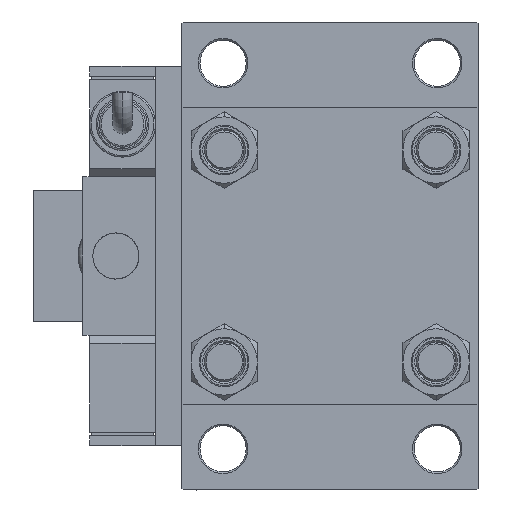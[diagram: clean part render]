
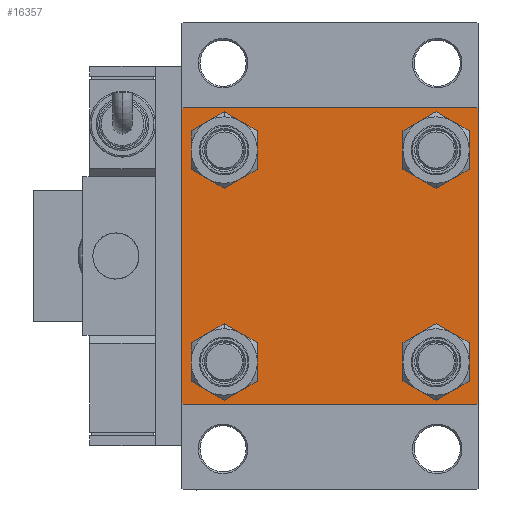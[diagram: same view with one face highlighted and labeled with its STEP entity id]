
A CAD part, left-side view. The second image highlights one B-rep face of the part: STEP entity #16357.
In plain terms, the highlighted planar face has unit normal (-1, 0, 0).
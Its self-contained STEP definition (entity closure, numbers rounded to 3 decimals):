
#541 = CARTESIAN_POINT ( 'NONE',  ( 0., -32.15, -32.15 ) ) ;
#653 = VERTEX_POINT ( 'NONE', #50797 ) ;
#692 = CARTESIAN_POINT ( 'NONE',  ( 0., -45., -44.5 ) ) ;
#735 = CARTESIAN_POINT ( 'NONE',  ( 0., 32.15, -32.15 ) ) ;
#842 = CARTESIAN_POINT ( 'NONE',  ( 0., 32.15, 32.15 ) ) ;
#898 = FACE_BOUND ( 'NONE', #41296, .T. ) ;
#3087 = VECTOR ( 'NONE', #27312, 1000. ) ;
#3213 = DIRECTION ( 'NONE',  ( 0., 0., 1. ) ) ;
#3238 = DIRECTION ( 'NONE',  ( 0., -1., 0. ) ) ;
#3642 = LINE ( 'NONE', #28600, #39701 ) ;
#3904 = CARTESIAN_POINT ( 'NONE',  ( 0., 44.5, 45. ) ) ;
#3933 = CARTESIAN_POINT ( 'NONE',  ( 0., 32.15, 32.15 ) ) ;
#4057 = CARTESIAN_POINT ( 'NONE',  ( 0., -32.15, 32.15 ) ) ;
#4167 = VERTEX_POINT ( 'NONE', #44852 ) ;
#4630 = VERTEX_POINT ( 'NONE', #37474 ) ;
#4910 = EDGE_CURVE ( 'NONE', #4167, #27770, #43928, .T. ) ;
#5261 = AXIS2_PLACEMENT_3D ( 'NONE', #26647, #39129, #50754 ) ;
#5314 = CARTESIAN_POINT ( 'NONE',  ( 0., -32.15, -25.65 ) ) ;
#5703 = CARTESIAN_POINT ( 'NONE',  ( 0., 32.15, 38.65 ) ) ;
#5780 = CARTESIAN_POINT ( 'NONE',  ( 0., 45., 45. ) ) ;
#7175 = AXIS2_PLACEMENT_3D ( 'NONE', #4057, #40149, #40943 ) ;
#8030 = CARTESIAN_POINT ( 'NONE',  ( 0., -32.15, -32.15 ) ) ;
#8567 = EDGE_CURVE ( 'NONE', #37553, #44962, #24833, .T. ) ;
#8584 = ORIENTED_EDGE ( 'NONE', *, *, #12308, .T. ) ;
#8815 = CARTESIAN_POINT ( 'NONE',  ( 0., -32.15, 25.65 ) ) ;
#8847 = DIRECTION ( 'NONE',  ( 0., 0.707, 0.707 ) ) ;
#8926 = VERTEX_POINT ( 'NONE', #5703 ) ;
#9433 = EDGE_CURVE ( 'NONE', #4167, #34953, #37098, .T. ) ;
#9457 = ORIENTED_EDGE ( 'NONE', *, *, #38855, .T. ) ;
#9728 = ORIENTED_EDGE ( 'NONE', *, *, #27292, .T. ) ;
#9741 = AXIS2_PLACEMENT_3D ( 'NONE', #3933, #49464, #29153 ) ;
#9815 = AXIS2_PLACEMENT_3D ( 'NONE', #541, #17055, #33656 ) ;
#9843 = EDGE_LOOP ( 'NONE', ( #8584, #13006 ) ) ;
#10093 = FACE_OUTER_BOUND ( 'NONE', #38644, .T. ) ;
#11626 = CARTESIAN_POINT ( 'NONE',  ( 0., -45., 45. ) ) ;
#11820 = EDGE_CURVE ( 'NONE', #40096, #27770, #3642, .T. ) ;
#12283 = CIRCLE ( 'NONE', #9741, 6.5 ) ;
#12308 = EDGE_CURVE ( 'NONE', #8926, #13946, #36299, .T. ) ;
#12801 = EDGE_LOOP ( 'NONE', ( #20407, #20539 ) ) ;
#13006 = ORIENTED_EDGE ( 'NONE', *, *, #22057, .T. ) ;
#13946 = VERTEX_POINT ( 'NONE', #17623 ) ;
#14074 = ORIENTED_EDGE ( 'NONE', *, *, #9433, .T. ) ;
#14357 = CARTESIAN_POINT ( 'NONE',  ( 0., 45., 45. ) ) ;
#15163 = LINE ( 'NONE', #14357, #23902 ) ;
#15405 = CARTESIAN_POINT ( 'NONE',  ( 0., 45., -45. ) ) ;
#15421 = ORIENTED_EDGE ( 'NONE', *, *, #32405, .T. ) ;
#16357 = ADVANCED_FACE ( 'NONE', ( #898, #51284, #30434, #17934, #10093 ), #33993, .T. ) ;
#16513 = EDGE_CURVE ( 'NONE', #44962, #37553, #17343, .T. ) ;
#17030 = VECTOR ( 'NONE', #37319, 1000. ) ;
#17055 = DIRECTION ( 'NONE',  ( 1., 0., 0. ) ) ;
#17343 = CIRCLE ( 'NONE', #41622, 6.5 ) ;
#17623 = CARTESIAN_POINT ( 'NONE',  ( 0., 32.15, 25.65 ) ) ;
#17934 = FACE_BOUND ( 'NONE', #9843, .T. ) ;
#18431 = DIRECTION ( 'NONE',  ( 0., 0., -1. ) ) ;
#19405 = CARTESIAN_POINT ( 'NONE',  ( 0., 44.75, 44.75 ) ) ;
#19728 = DIRECTION ( 'NONE',  ( 1., 0., 0. ) ) ;
#20407 = ORIENTED_EDGE ( 'NONE', *, *, #27036, .T. ) ;
#20539 = ORIENTED_EDGE ( 'NONE', *, *, #43917, .T. ) ;
#20743 = CARTESIAN_POINT ( 'NONE',  ( 0., 44.75, -44.75 ) ) ;
#20906 = VERTEX_POINT ( 'NONE', #5314 ) ;
#21871 = CIRCLE ( 'NONE', #7175, 6.5 ) ;
#22057 = EDGE_CURVE ( 'NONE', #13946, #8926, #12283, .T. ) ;
#22240 = VECTOR ( 'NONE', #8847, 1000. ) ;
#23239 = ORIENTED_EDGE ( 'NONE', *, *, #16513, .T. ) ;
#23806 = CARTESIAN_POINT ( 'NONE',  ( 0., -32.15, 32.15 ) ) ;
#23902 = VECTOR ( 'NONE', #18431, 1000. ) ;
#24228 = CARTESIAN_POINT ( 'NONE',  ( 0., -44.5, 45. ) ) ;
#24751 = CARTESIAN_POINT ( 'NONE',  ( 0., 32.15, -38.65 ) ) ;
#24833 = CIRCLE ( 'NONE', #43046, 6.5 ) ;
#25235 = ORIENTED_EDGE ( 'NONE', *, *, #11820, .T. ) ;
#26127 = DIRECTION ( 'NONE',  ( 0., -1., 0. ) ) ;
#26414 = CARTESIAN_POINT ( 'NONE',  ( 0., 45., 44.5 ) ) ;
#26647 = CARTESIAN_POINT ( 'NONE',  ( 0., 0., 0. ) ) ;
#27036 = EDGE_CURVE ( 'NONE', #20906, #4630, #37559, .T. ) ;
#27292 = EDGE_CURVE ( 'NONE', #34698, #34949, #43565, .T. ) ;
#27312 = DIRECTION ( 'NONE',  ( 0., 0.707, -0.707 ) ) ;
#27378 = LINE ( 'NONE', #15405, #31826 ) ;
#27770 = VERTEX_POINT ( 'NONE', #692 ) ;
#28600 = CARTESIAN_POINT ( 'NONE',  ( 0., -44.75, -44.75 ) ) ;
#28900 = LINE ( 'NONE', #20743, #17030 ) ;
#29082 = CARTESIAN_POINT ( 'NONE',  ( 0., 32.15, -25.65 ) ) ;
#29153 = DIRECTION ( 'NONE',  ( 0., 0., 1. ) ) ;
#30275 = DIRECTION ( 'NONE',  ( 1., 0., 0. ) ) ;
#30434 = FACE_BOUND ( 'NONE', #49424, .T. ) ;
#30450 = LINE ( 'NONE', #5780, #35922 ) ;
#31826 = VECTOR ( 'NONE', #3238, 1000. ) ;
#31992 = VERTEX_POINT ( 'NONE', #3904 ) ;
#32334 = AXIS2_PLACEMENT_3D ( 'NONE', #23806, #19728, #3213 ) ;
#32405 = EDGE_CURVE ( 'NONE', #31992, #47112, #48698, .T. ) ;
#32423 = ORIENTED_EDGE ( 'NONE', *, *, #4910, .F. ) ;
#33066 = EDGE_CURVE ( 'NONE', #47112, #35951, #15163, .T. ) ;
#33411 = DIRECTION ( 'NONE',  ( 0., 0., 1. ) ) ;
#33556 = CARTESIAN_POINT ( 'NONE',  ( 0., -44.75, 44.75 ) ) ;
#33656 = DIRECTION ( 'NONE',  ( 0., 0., 1. ) ) ;
#33801 = DIRECTION ( 'NONE',  ( 1., 0., 0. ) ) ;
#33993 = PLANE ( 'NONE',  #5261 ) ;
#34698 = VERTEX_POINT ( 'NONE', #8815 ) ;
#34748 = EDGE_CURVE ( 'NONE', #35951, #653, #28900, .T. ) ;
#34949 = VERTEX_POINT ( 'NONE', #48349 ) ;
#34953 = VERTEX_POINT ( 'NONE', #24228 ) ;
#35221 = ORIENTED_EDGE ( 'NONE', *, *, #50866, .F. ) ;
#35478 = CARTESIAN_POINT ( 'NONE',  ( 0., -44.5, -45. ) ) ;
#35922 = VECTOR ( 'NONE', #26127, 1000. ) ;
#35951 = VERTEX_POINT ( 'NONE', #43267 ) ;
#36299 = CIRCLE ( 'NONE', #52686, 6.5 ) ;
#36676 = DIRECTION ( 'NONE',  ( 1., 0., 0. ) ) ;
#36857 = ORIENTED_EDGE ( 'NONE', *, *, #34748, .T. ) ;
#36930 = VECTOR ( 'NONE', #52562, 1000. ) ;
#37098 = LINE ( 'NONE', #33556, #22240 ) ;
#37209 = CARTESIAN_POINT ( 'NONE',  ( 0., 32.15, -32.15 ) ) ;
#37319 = DIRECTION ( 'NONE',  ( 0., -0.707, -0.707 ) ) ;
#37474 = CARTESIAN_POINT ( 'NONE',  ( 0., -32.15, -38.65 ) ) ;
#37553 = VERTEX_POINT ( 'NONE', #24751 ) ;
#37559 = CIRCLE ( 'NONE', #9815, 6.5 ) ;
#38644 = EDGE_LOOP ( 'NONE', ( #44107, #36857, #9457, #25235, #32423, #14074, #35221, #15421 ) ) ;
#38855 = EDGE_CURVE ( 'NONE', #653, #40096, #27378, .T. ) ;
#39129 = DIRECTION ( 'NONE',  ( -1., 0., 0. ) ) ;
#39283 = ORIENTED_EDGE ( 'NONE', *, *, #8567, .T. ) ;
#39701 = VECTOR ( 'NONE', #44850, 1000. ) ;
#40096 = VERTEX_POINT ( 'NONE', #35478 ) ;
#40101 = AXIS2_PLACEMENT_3D ( 'NONE', #8030, #33801, #41388 ) ;
#40149 = DIRECTION ( 'NONE',  ( 1., 0., 0. ) ) ;
#40943 = DIRECTION ( 'NONE',  ( 0., 0., 1. ) ) ;
#41296 = EDGE_LOOP ( 'NONE', ( #50308, #9728 ) ) ;
#41388 = DIRECTION ( 'NONE',  ( 0., 0., 1. ) ) ;
#41622 = AXIS2_PLACEMENT_3D ( 'NONE', #37209, #36676, #53149 ) ;
#43046 = AXIS2_PLACEMENT_3D ( 'NONE', #735, #30275, #46795 ) ;
#43267 = CARTESIAN_POINT ( 'NONE',  ( 0., 45., -44.5 ) ) ;
#43565 = CIRCLE ( 'NONE', #32334, 6.5 ) ;
#43917 = EDGE_CURVE ( 'NONE', #4630, #20906, #50476, .T. ) ;
#43928 = LINE ( 'NONE', #11626, #36930 ) ;
#44107 = ORIENTED_EDGE ( 'NONE', *, *, #33066, .T. ) ;
#44321 = EDGE_CURVE ( 'NONE', #34949, #34698, #21871, .T. ) ;
#44850 = DIRECTION ( 'NONE',  ( 0., -0.707, 0.707 ) ) ;
#44852 = CARTESIAN_POINT ( 'NONE',  ( 0., -45., 44.5 ) ) ;
#44962 = VERTEX_POINT ( 'NONE', #29082 ) ;
#45314 = DIRECTION ( 'NONE',  ( 1., 0., 0. ) ) ;
#46795 = DIRECTION ( 'NONE',  ( 0., 0., 1. ) ) ;
#47112 = VERTEX_POINT ( 'NONE', #26414 ) ;
#48349 = CARTESIAN_POINT ( 'NONE',  ( 0., -32.15, 38.65 ) ) ;
#48698 = LINE ( 'NONE', #19405, #3087 ) ;
#49424 = EDGE_LOOP ( 'NONE', ( #23239, #39283 ) ) ;
#49464 = DIRECTION ( 'NONE',  ( 1., 0., 0. ) ) ;
#50308 = ORIENTED_EDGE ( 'NONE', *, *, #44321, .T. ) ;
#50476 = CIRCLE ( 'NONE', #40101, 6.5 ) ;
#50754 = DIRECTION ( 'NONE',  ( 0., 0., 1. ) ) ;
#50797 = CARTESIAN_POINT ( 'NONE',  ( 0., 44.5, -45. ) ) ;
#50866 = EDGE_CURVE ( 'NONE', #31992, #34953, #30450, .T. ) ;
#51284 = FACE_BOUND ( 'NONE', #12801, .T. ) ;
#52562 = DIRECTION ( 'NONE',  ( 0., 0., -1. ) ) ;
#52686 = AXIS2_PLACEMENT_3D ( 'NONE', #842, #45314, #33411 ) ;
#53149 = DIRECTION ( 'NONE',  ( 0., 0., 1. ) ) ;
